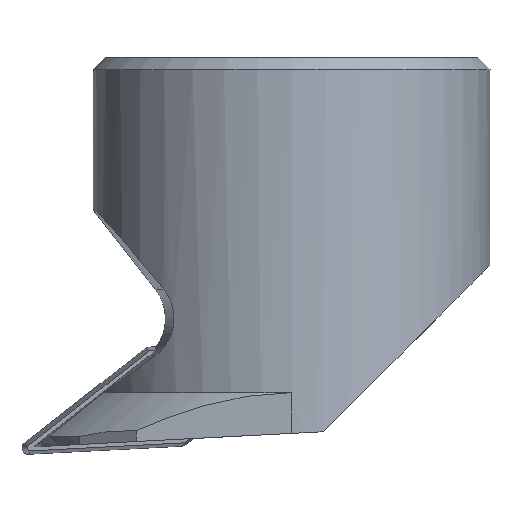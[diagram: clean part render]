
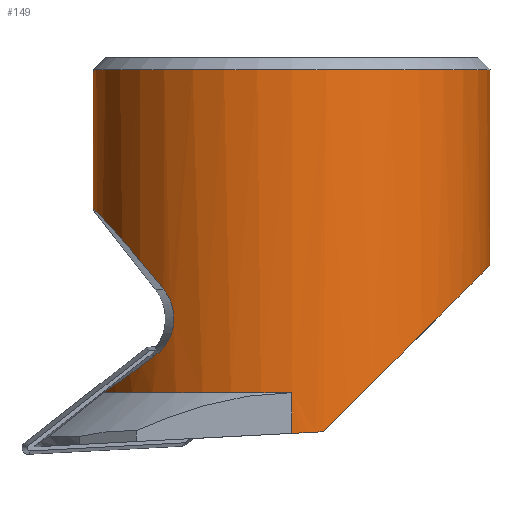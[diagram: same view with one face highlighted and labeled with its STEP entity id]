
A CAD part, front view. The second image highlights one B-rep face of the part: STEP entity #149.
In plain terms, the highlighted cylindrical face has radius 12.5 mm (diameter 25 mm), a full revolution.
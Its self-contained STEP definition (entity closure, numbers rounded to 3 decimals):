
#112=FACE_BOUND('',#236,.T.);
#113=FACE_BOUND('',#237,.T.);
#138=CYLINDRICAL_SURFACE('',#817,12.5);
#149=ADVANCED_FACE('',(#112,#113),#138,.T.);
#236=EDGE_LOOP('',(#368,#369,#370,#371,#372,#373,#374,#375,#376,#377,#378,
#379));
#237=EDGE_LOOP('',(#380));
#283=B_SPLINE_CURVE_WITH_KNOTS('',3,(#1154,#1155,#1156,#1157,#1158,#1159),
 .UNSPECIFIED.,.F.,.F.,(4,2,4),(0.,0.5,1.),.UNSPECIFIED.);
#285=B_SPLINE_CURVE_WITH_KNOTS('',3,(#1181,#1182,#1183,#1184,#1185,#1186,
#1187,#1188,#1189,#1190,#1191,#1192,#1193,#1194,#1195,#1196),
 .UNSPECIFIED.,.F.,.F.,(4,3,3,3,3,4),(0.,0.227,0.454,
0.681,0.908,1.),.UNSPECIFIED.);
#286=B_SPLINE_CURVE_WITH_KNOTS('',3,(#1200,#1201,#1202,#1203,#1204,#1205,
#1206,#1207,#1208,#1209,#1210,#1211,#1212,#1213,#1214,#1215),
 .UNSPECIFIED.,.F.,.F.,(4,3,3,3,3,4),(0.,0.146,0.373,
0.601,0.83,1.),.UNSPECIFIED.);
#291=ELLIPSE('',#795,4563.622,12.5);
#292=ELLIPSE('',#796,4563.622,12.5);
#294=ELLIPSE('',#799,12.517,12.5);
#298=ELLIPSE('',#808,15.862,12.5);
#299=ELLIPSE('',#814,17.678,12.5);
#300=ELLIPSE('',#815,12.548,12.5);
#301=ELLIPSE('',#816,20.305,12.5);
#307=CIRCLE('',#811,12.5);
#308=CIRCLE('',#813,12.5);
#368=ORIENTED_EDGE('',*,*,#596,.F.);
#369=ORIENTED_EDGE('',*,*,#599,.T.);
#370=ORIENTED_EDGE('',*,*,#600,.T.);
#371=ORIENTED_EDGE('',*,*,#582,.F.);
#372=ORIENTED_EDGE('',*,*,#601,.F.);
#373=ORIENTED_EDGE('',*,*,#575,.T.);
#374=ORIENTED_EDGE('',*,*,#602,.T.);
#375=ORIENTED_EDGE('',*,*,#603,.T.);
#376=ORIENTED_EDGE('',*,*,#604,.F.);
#377=ORIENTED_EDGE('',*,*,#571,.T.);
#378=ORIENTED_EDGE('',*,*,#605,.F.);
#379=ORIENTED_EDGE('',*,*,#591,.F.);
#380=ORIENTED_EDGE('',*,*,#598,.F.);
#509=VERTEX_POINT('',#1107);
#510=VERTEX_POINT('',#1109);
#513=VERTEX_POINT('',#1120);
#514=VERTEX_POINT('',#1122);
#519=VERTEX_POINT('',#1134);
#520=VERTEX_POINT('',#1136);
#527=VERTEX_POINT('',#1153);
#528=VERTEX_POINT('',#1160);
#529=VERTEX_POINT('',#1169);
#531=VERTEX_POINT('',#1175);
#532=VERTEX_POINT('',#1178);
#533=VERTEX_POINT('',#1197);
#534=VERTEX_POINT('',#1199);
#571=EDGE_CURVE('',#510,#509,#291,.T.);
#575=EDGE_CURVE('',#514,#513,#292,.T.);
#582=EDGE_CURVE('',#519,#520,#294,.T.);
#591=EDGE_CURVE('',#527,#528,#283,.T.);
#596=EDGE_CURVE('',#529,#527,#298,.T.);
#598=EDGE_CURVE('',#531,#531,#307,.T.);
#599=EDGE_CURVE('',#529,#532,#308,.T.);
#600=EDGE_CURVE('',#532,#520,#669,.T.);
#601=EDGE_CURVE('',#514,#519,#299,.T.);
#602=EDGE_CURVE('',#513,#533,#285,.T.);
#603=EDGE_CURVE('',#533,#534,#300,.T.);
#604=EDGE_CURVE('',#510,#534,#286,.T.);
#605=EDGE_CURVE('',#528,#509,#301,.T.);
#669=LINE('',#1179,#709);
#709=VECTOR('',#942,1.);
#795=AXIS2_PLACEMENT_3D('',#1108,#891,#892);
#796=AXIS2_PLACEMENT_3D('',#1121,#895,#896);
#799=AXIS2_PLACEMENT_3D('',#1135,#906,#907);
#808=AXIS2_PLACEMENT_3D('',#1170,#930,#931);
#811=AXIS2_PLACEMENT_3D('',#1174,#936,#937);
#813=AXIS2_PLACEMENT_3D('',#1177,#940,#941);
#814=AXIS2_PLACEMENT_3D('',#1180,#943,#944);
#815=AXIS2_PLACEMENT_3D('',#1198,#945,#946);
#816=AXIS2_PLACEMENT_3D('',#1216,#947,#948);
#817=AXIS2_PLACEMENT_3D('',#1217,#949,#950);
#891=DIRECTION('',(0.052,-0.999,0.003));
#892=DIRECTION('',(0.,0.003,1.));
#895=DIRECTION('',(0.052,-0.999,0.003));
#896=DIRECTION('',(0.,0.003,1.));
#906=DIRECTION('',(0.052,0.,-0.999));
#907=DIRECTION('',(0.999,0.,0.052));
#930=DIRECTION('',(-0.615,-0.03,0.788));
#931=DIRECTION('',(0.787,0.038,0.616));
#936=DIRECTION('',(0.,0.,1.));
#937=DIRECTION('',(0.,-1.,0.));
#940=DIRECTION('',(0.,0.,1.));
#941=DIRECTION('',(0.,1.,0.));
#942=DIRECTION('',(0.,0.,-1.));
#943=DIRECTION('',(0.707,0.,-0.707));
#944=DIRECTION('',(0.707,0.,0.707));
#945=DIRECTION('',(0.005,-0.087,0.996));
#946=DIRECTION('',(-0.052,0.995,0.087));
#947=DIRECTION('',(-0.787,-0.043,-0.616));
#948=DIRECTION('',(-0.615,-0.033,0.788));
#949=DIRECTION('',(0.,0.,1.));
#950=DIRECTION('',(0.,1.,0.));
#1107=CARTESIAN_POINT('',(-12.5,0.047,-9.602));
#1108=CARTESIAN_POINT('',(0.,0.,-265.409));
#1109=CARTESIAN_POINT('',(-12.5,0.053,-7.649));
#1120=CARTESIAN_POINT('',(12.426,1.357,-7.649));
#1121=CARTESIAN_POINT('',(0.,0.,-265.409));
#1122=CARTESIAN_POINT('',(12.428,1.342,-13.147));
#1134=CARTESIAN_POINT('',(2.,-12.339,-23.575));
#1135=CARTESIAN_POINT('',(0.,0.,-23.68));
#1136=CARTESIAN_POINT('',(0.,-12.5,-23.68));
#1153=CARTESIAN_POINT('',(-8.628,-9.045,-18.792));
#1154=CARTESIAN_POINT('',(-8.628,-9.045,-18.792));
#1155=CARTESIAN_POINT('',(-8.094,-9.554,-18.395));
#1156=CARTESIAN_POINT('',(-7.587,-9.935,-17.71));
#1157=CARTESIAN_POINT('',(-7.323,-10.131,-16.044));
#1158=CARTESIAN_POINT('',(-7.607,-9.939,-15.162));
#1159=CARTESIAN_POINT('',(-8.084,-9.534,-14.58));
#1160=CARTESIAN_POINT('',(-8.084,-9.534,-14.58));
#1169=CARTESIAN_POINT('',(-11.85,-3.978,-21.114));
#1170=CARTESIAN_POINT('',(0.,0.,-11.716));
#1174=CARTESIAN_POINT('',(0.,0.,-0.75));
#1175=CARTESIAN_POINT('',(0.,-12.5,-0.75));
#1177=CARTESIAN_POINT('',(0.,0.,-21.114));
#1178=CARTESIAN_POINT('',(0.,-12.5,-21.114));
#1179=CARTESIAN_POINT('',(0.,-12.5,0.));
#1180=CARTESIAN_POINT('',(0.,0.,-25.575));
#1181=CARTESIAN_POINT('',(12.426,1.357,-7.649));
#1182=CARTESIAN_POINT('',(12.426,1.358,-7.537));
#1183=CARTESIAN_POINT('',(12.424,1.377,-7.424));
#1184=CARTESIAN_POINT('',(12.42,1.414,-7.318));
#1185=CARTESIAN_POINT('',(12.416,1.451,-7.213));
#1186=CARTESIAN_POINT('',(12.409,1.507,-7.113));
#1187=CARTESIAN_POINT('',(12.4,1.576,-7.026));
#1188=CARTESIAN_POINT('',(12.391,1.646,-6.939));
#1189=CARTESIAN_POINT('',(12.38,1.731,-6.862));
#1190=CARTESIAN_POINT('',(12.366,1.825,-6.803));
#1191=CARTESIAN_POINT('',(12.352,1.919,-6.744));
#1192=CARTESIAN_POINT('',(12.336,2.024,-6.701));
#1193=CARTESIAN_POINT('',(12.317,2.131,-6.676));
#1194=CARTESIAN_POINT('',(12.309,2.175,-6.666));
#1195=CARTESIAN_POINT('',(12.301,2.22,-6.659));
#1196=CARTESIAN_POINT('',(12.293,2.264,-6.655));
#1197=CARTESIAN_POINT('',(12.293,2.264,-6.655));
#1198=CARTESIAN_POINT('',(0.,0.,-6.797));
#1199=CARTESIAN_POINT('',(-12.462,0.969,-6.655));
#1200=CARTESIAN_POINT('',(-12.5,0.053,-7.649));
#1201=CARTESIAN_POINT('',(-12.5,0.053,-7.576));
#1202=CARTESIAN_POINT('',(-12.5,0.061,-7.504));
#1203=CARTESIAN_POINT('',(-12.5,0.077,-7.433));
#1204=CARTESIAN_POINT('',(-12.5,0.101,-7.324));
#1205=CARTESIAN_POINT('',(-12.499,0.145,-7.218));
#1206=CARTESIAN_POINT('',(-12.498,0.204,-7.123));
#1207=CARTESIAN_POINT('',(-12.497,0.264,-7.028));
#1208=CARTESIAN_POINT('',(-12.496,0.34,-6.942));
#1209=CARTESIAN_POINT('',(-12.493,0.428,-6.872));
#1210=CARTESIAN_POINT('',(-12.49,0.516,-6.801));
#1211=CARTESIAN_POINT('',(-12.485,0.618,-6.745));
#1212=CARTESIAN_POINT('',(-12.479,0.724,-6.708));
#1213=CARTESIAN_POINT('',(-12.474,0.803,-6.68));
#1214=CARTESIAN_POINT('',(-12.469,0.886,-6.662));
#1215=CARTESIAN_POINT('',(-12.462,0.969,-6.655));
#1216=CARTESIAN_POINT('',(0.,0.,-25.577));
#1217=CARTESIAN_POINT('',(0.,0.,-25.));
